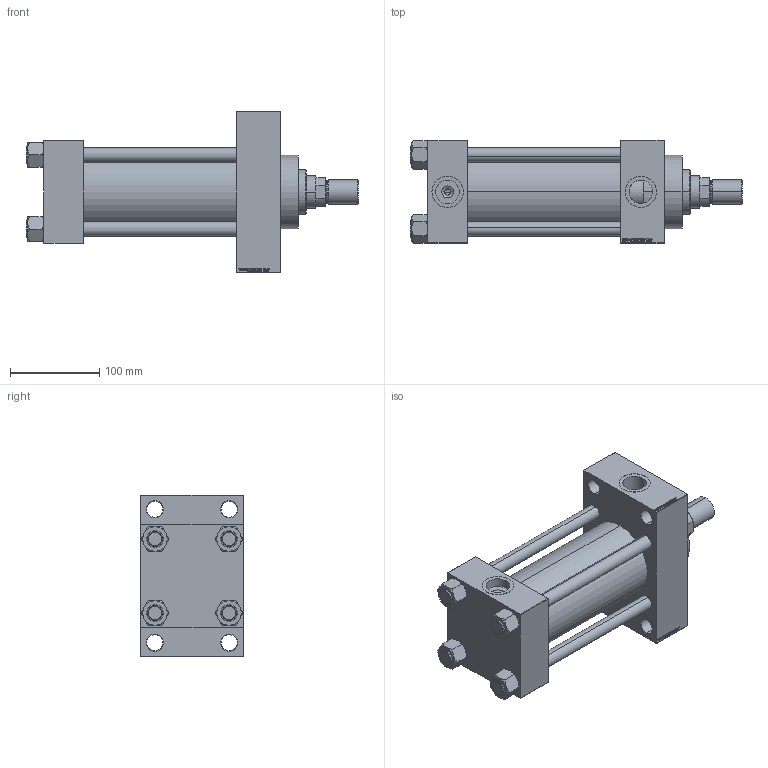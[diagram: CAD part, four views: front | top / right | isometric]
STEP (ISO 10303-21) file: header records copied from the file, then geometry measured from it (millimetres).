
FILE_DESCRIPTION (( 'STEP AP203' ), '1' );
FILE_NAME ('6580.STEP', '2022-04-15T12:59:12', ( '' ), ( '' ), 'SwSTEP 2.0', 'SolidWorks 2019', '' );
FILE_SCHEMA (( 'CONFIG_CONTROL_DESIGN' ));
Length unit declared in the file: millimetre
Products named in the file (7): V215_VC_A bb7e4a1474bf1534faad0f9a2861dc2c; V215CR_D_Body bb7e4a1474bf1534faad0f9a2861dc2c; 6580; ROD_END_AH bb7e4a1474bf1534faad0f9a2861dc2c; V215CR_D_TYCINKA bb7e4a1474bf1534faad0f9a2861dc2c; V215CR_VCP_D bb7e4a1474bf1534faad0f9a2861dc2c; NUT_M5_D bb7e4a1474bf1534faad0f9a2861dc2c
Assembly tree (12 placements, depth 2):
  6580
    V215CR_D_Body bb7e4a1474bf1534faad0f9a2861dc2c
    V215CR_VCP_D bb7e4a1474bf1534faad0f9a2861dc2c
    NUT_M5_D bb7e4a1474bf1534faad0f9a2861dc2c  x4
    V215CR_D_TYCINKA bb7e4a1474bf1534faad0f9a2861dc2c  x4
    V215_VC_A bb7e4a1474bf1534faad0f9a2861dc2c
    ROD_END_AH bb7e4a1474bf1534faad0f9a2861dc2c
Bounding box: 371 x 115 x 180 mm (x, y, z)
Volume: 2272947.6 mm3; surface area: 388488.6 mm2
Topology: 12 solids, 12 shells, 1173 faces, 2945 edges, 1911 vertices
Faces by surface type: plane 551, bspline 368, cone 148, cylinder 96, torus 10
Entity records: 48354 total; most frequent: CARTESIAN_POINT 25283, ORIENTED_EDGE 5154, DIRECTION 3383, EDGE_CURVE 2577, VERTEX_POINT 1689, LINE 1541, VECTOR 1541, EDGE_LOOP 1152
